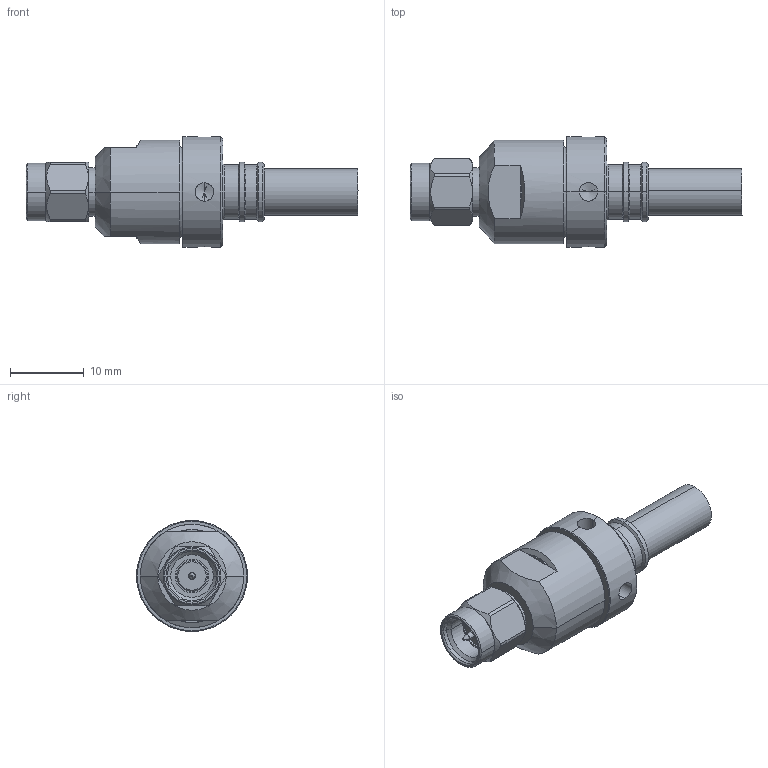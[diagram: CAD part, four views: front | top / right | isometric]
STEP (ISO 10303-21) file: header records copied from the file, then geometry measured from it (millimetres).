
FILE_DESCRIPTION (( 'STEP AP214' ), '1' );
FILE_NAME ('3190-8051(TC-3520-SM-X)_SD.STEP', '2021-03-23T05:45:47', ( '' ), ( '' ), 'SwSTEP 2.0', 'SolidWorks 2018', '' );
FILE_SCHEMA (( 'AUTOMOTIVE_DESIGN' ));
Length unit declared in the file: millimetre
Products named in the file (4): SD^3192-6101; 3192-6074_SD; 3190-8051(TC-3520-SM-X)_SD; 3192-6101_SD
Assembly tree (3 placements, depth 3):
  3190-8051(TC-3520-SM-X)_SD
    3192-6074_SD
    3192-6101_SD
      SD^3192-6101
Bounding box: 44.95 x 15 x 15 mm (x, y, z)
Volume: 3454.2 mm3; surface area: 2663.7 mm2
Topology: 3 solids, 3 shells, 134 faces, 299 edges, 176 vertices
Faces by surface type: cylinder 55, cone 48, plane 29, torus 2
Entity records: 4188 total; most frequent: CARTESIAN_POINT 1079, DIRECTION 657, ORIENTED_EDGE 582, EDGE_CURVE 291, AXIS2_PLACEMENT_3D 272, VERTEX_POINT 176, EDGE_LOOP 149, ADVANCED_FACE 134
